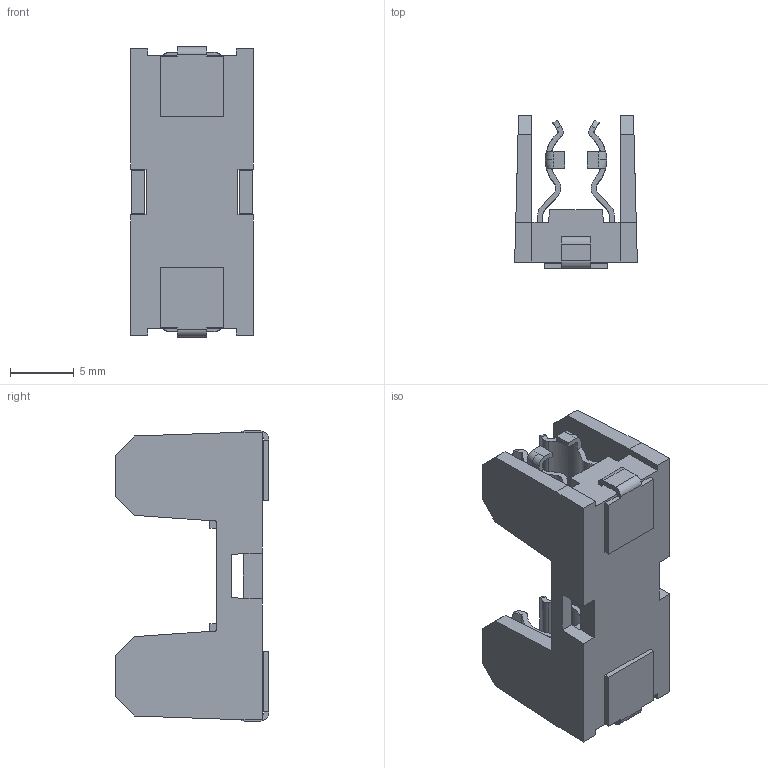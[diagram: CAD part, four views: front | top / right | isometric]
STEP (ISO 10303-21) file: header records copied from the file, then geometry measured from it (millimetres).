
FILE_DESCRIPTION (( 'STEP AP214' ), '1' );
FILE_NAME ('696103201002.STEP', '2024-07-26T18:00:33', ( '' ), ( '' ), 'SwSTEP 2.0', 'SolidWorks 2024', '' );
FILE_SCHEMA (( 'AUTOMOTIVE_DESIGN' ));
Length unit declared in the file: millimetre
Products named in the file (1): 696103201002
Bounding box: 9.6 x 12 x 22.7 mm (x, y, z)
Volume: 929.1 mm3; surface area: 1678.4 mm2
Topology: 1 solids, 1 shells, 224 faces, 652 edges, 432 vertices
Faces by surface type: plane 148, cylinder 60, torus 16
Entity records: 10623 total; most frequent: CARTESIAN_POINT 2077, ORIENTED_EDGE 1304, DIRECTION 1246, EDGE_CURVE 652, LINE 476, VECTOR 476, VERTEX_POINT 432, AXIS2_PLACEMENT_3D 385
